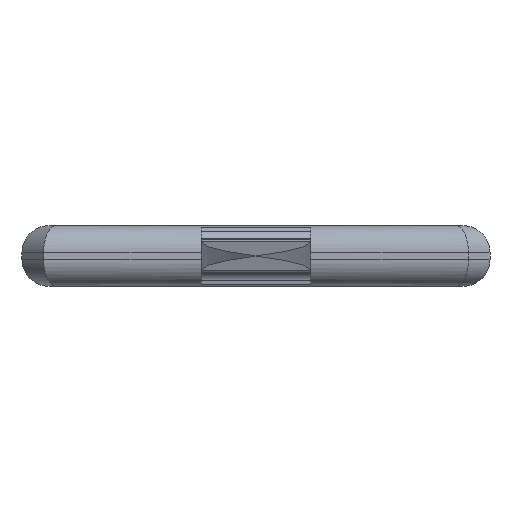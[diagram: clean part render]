
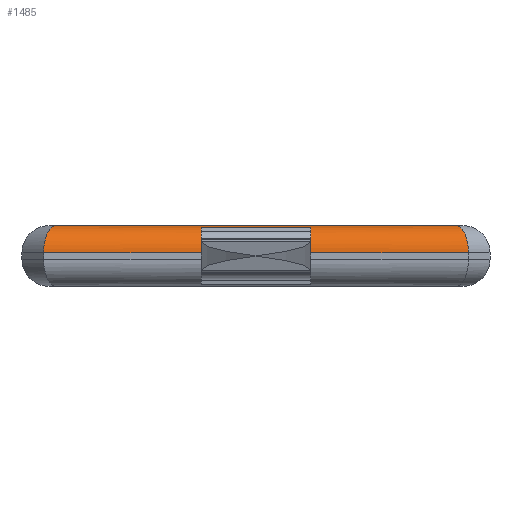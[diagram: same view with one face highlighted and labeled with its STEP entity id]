
A CAD part, front view. The second image highlights one B-rep face of the part: STEP entity #1485.
In plain terms, the highlighted cylindrical face has radius 12 mm (diameter 24 mm), a partial arc.
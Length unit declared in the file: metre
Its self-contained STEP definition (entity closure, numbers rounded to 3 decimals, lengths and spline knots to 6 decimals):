
#29=ELLIPSE('',#2068,0.013251,0.012);
#32=ELLIPSE('',#2073,0.013251,0.012);
#75=CYLINDRICAL_SURFACE('',#2072,0.012);
#111=CIRCLE('',#2001,0.012);
#118=CIRCLE('',#2015,0.012);
#385=ORIENTED_EDGE('',*,*,#577,.F.);
#386=ORIENTED_EDGE('',*,*,#544,.F.);
#387=ORIENTED_EDGE('',*,*,#713,.F.);
#388=ORIENTED_EDGE('',*,*,#681,.F.);
#389=ORIENTED_EDGE('',*,*,#710,.T.);
#390=ORIENTED_EDGE('',*,*,#637,.F.);
#391=ORIENTED_EDGE('',*,*,#554,.F.);
#392=ORIENTED_EDGE('',*,*,#651,.F.);
#544=EDGE_CURVE('',#750,#752,#875,.F.);
#554=EDGE_CURVE('',#761,#762,#111,.T.);
#577=EDGE_CURVE('',#752,#781,#118,.F.);
#637=EDGE_CURVE('',#762,#824,#950,.F.);
#651=EDGE_CURVE('',#781,#761,#964,.F.);
#681=EDGE_CURVE('',#857,#846,#990,.T.);
#710=EDGE_CURVE('',#857,#824,#29,.T.);
#713=EDGE_CURVE('',#846,#750,#32,.T.);
#750=VERTEX_POINT('',#2576);
#752=VERTEX_POINT('',#2579);
#761=VERTEX_POINT('',#2598);
#762=VERTEX_POINT('',#2600);
#781=VERTEX_POINT('',#2645);
#824=VERTEX_POINT('',#2760);
#846=VERTEX_POINT('',#2831);
#857=VERTEX_POINT('',#2852);
#875=LINE('',#2578,#1016);
#950=LINE('',#2765,#1091);
#964=LINE('',#2790,#1105);
#990=LINE('',#2853,#1131);
#1016=VECTOR('',#2150,1.);
#1091=VECTOR('',#2301,1.);
#1105=VECTOR('',#2325,1.);
#1131=VECTOR('',#2373,1.);
#1203=EDGE_LOOP('',(#385,#386,#387,#388,#389,#390,#391,#392));
#1286=FACE_BOUND('',#1203,.T.);
#1485=ADVANCED_FACE('',(#1286),#75,.T.);
#2001=AXIS2_PLACEMENT_3D('',#2599,#2164,#2165);
#2015=AXIS2_PLACEMENT_3D('',#2644,#2204,#2205);
#2068=AXIS2_PLACEMENT_3D('',#2982,#2426,#2427);
#2072=AXIS2_PLACEMENT_3D('',#2986,#2434,#2435);
#2073=AXIS2_PLACEMENT_3D('',#2987,#2436,#2437);
#2150=DIRECTION('',(1.,0.,0.));
#2164=DIRECTION('',(1.,0.,0.));
#2165=DIRECTION('',(0.,0.,-1.));
#2204=DIRECTION('',(1.,0.,0.));
#2205=DIRECTION('',(0.,0.,-1.));
#2301=DIRECTION('',(1.,0.,0.));
#2325=DIRECTION('',(1.,0.,0.));
#2373=DIRECTION('',(1.,0.,0.));
#2426=DIRECTION('',(0.906,-0.424,0.));
#2427=DIRECTION('',(0.424,0.906,0.));
#2434=DIRECTION('',(1.,0.,0.));
#2435=DIRECTION('',(0.,0.,-1.));
#2436=DIRECTION('',(0.906,0.424,0.));
#2437=DIRECTION('',(0.424,-0.906,0.));
#2576=CARTESIAN_POINT('',(1.837666,0.032404,0.014));
#2578=CARTESIAN_POINT('',(1.80263,0.032404,0.014));
#2579=CARTESIAN_POINT('',(1.767595,0.032404,0.014));
#2598=CARTESIAN_POINT('',(1.719112,0.039608,0.025));
#2599=CARTESIAN_POINT('',(1.719112,0.044404,0.014));
#2600=CARTESIAN_POINT('',(1.719112,0.032404,0.014));
#2644=CARTESIAN_POINT('',(1.767595,0.044404,0.014));
#2645=CARTESIAN_POINT('',(1.767595,0.039608,0.025));
#2760=CARTESIAN_POINT('',(1.64904,0.032404,0.014));
#2765=CARTESIAN_POINT('',(1.80263,0.032404,0.014));
#2790=CARTESIAN_POINT('',(1.767595,0.039608,0.025));
#2831=CARTESIAN_POINT('',(1.832046,0.044404,0.026));
#2852=CARTESIAN_POINT('',(1.65466,0.044404,0.026));
#2853=CARTESIAN_POINT('',(1.743353,0.044404,0.026));
#2982=CARTESIAN_POINT('',(1.65466,0.044404,0.014));
#2986=CARTESIAN_POINT('',(1.743353,0.044404,0.014));
#2987=CARTESIAN_POINT('',(1.832046,0.044404,0.014));
